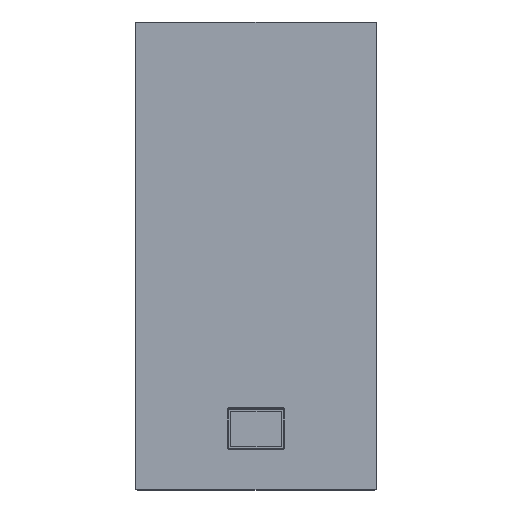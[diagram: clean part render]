
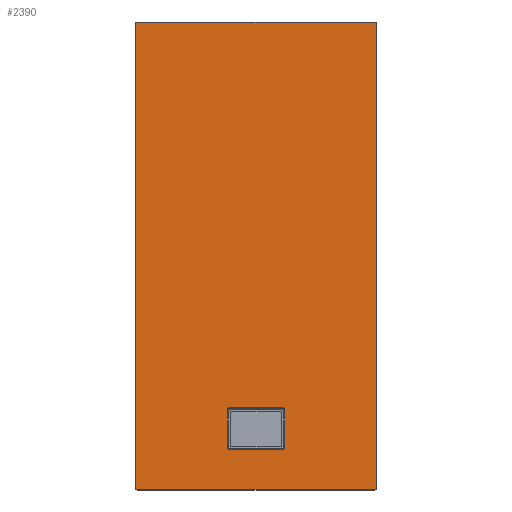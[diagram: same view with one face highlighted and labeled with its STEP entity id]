
A CAD part, top view. The second image highlights one B-rep face of the part: STEP entity #2390.
In plain terms, the highlighted planar face has unit normal (0, 0, 1).
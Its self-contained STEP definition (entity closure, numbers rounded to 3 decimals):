
#220=CARTESIAN_POINT('',(-1253.695,-639.,147.7));
#230=VERTEX_POINT('',#220);
#260=CARTESIAN_POINT('',(-1249.5,-639.,147.7));
#270=DIRECTION('',(0.,0.,1.));
#280=DIRECTION('',(-1.,0.,0.));
#290=AXIS2_PLACEMENT_3D('',#260,#270,#280);
#300=CIRCLE('',#290,4.195);
#310=CARTESIAN_POINT('',(-1249.5,-643.195,
147.7));
#320=VERTEX_POINT('',#310);
#330=EDGE_CURVE('',#230,#320,#300,.T.);
#570=CARTESIAN_POINT('',(-689.305,449.,
147.7));
#580=VERTEX_POINT('',#570);
#740=CARTESIAN_POINT('',(-689.305,-639.,147.7));
#750=VERTEX_POINT('',#740);
#780=CARTESIAN_POINT('',(-689.305,-639.,147.7));
#790=DIRECTION('',(0.,-1.,0.));
#800=VECTOR('',#790,1.);
#810=LINE('',#780,#800);
#820=EDGE_CURVE('',#580,#750,#810,.T.);
#990=CARTESIAN_POINT('',(-693.5,453.195,147.7));
#1000=VERTEX_POINT('',#990);
#1110=CARTESIAN_POINT('',(-693.5,449.,147.7));
#1120=DIRECTION('',(0.,0.,1.));
#1130=DIRECTION('',(1.,0.,0.));
#1140=AXIS2_PLACEMENT_3D('',#1110,#1120,#1130);
#1150=CIRCLE('',#1140,4.195);
#1160=EDGE_CURVE('',#580,#1000,#1150,.T.);
#1210=CARTESIAN_POINT('',(-687.5,-451.601,147.7));
#1220=DIRECTION('',(0.,0.,-1.));
#1230=DIRECTION('',(1.,0.,0.));
#1240=AXIS2_PLACEMENT_3D('',#1210,#1220,#1230);
#1250=PLANE('',#1240);
#1260=CARTESIAN_POINT('',(-908.5,-544.,147.7));
#1270=DIRECTION('',(0.,0.,1.));
#1280=DIRECTION('',(-1.,0.,0.));
#1290=AXIS2_PLACEMENT_3D('',#1260,#1270,#1280);
#1300=CIRCLE('',#1290,4.5);
#1310=CARTESIAN_POINT('',(-908.5,-548.5,147.7));
#1320=VERTEX_POINT('',#1310);
#1330=CARTESIAN_POINT('',(-904.,-544.,147.7));
#1340=VERTEX_POINT('',#1330);
#1350=EDGE_CURVE('',#1320,#1340,#1300,.T.);
#1360=ORIENTED_EDGE('',*,*,#1350,.F.);
#1370=CARTESIAN_POINT('',(-904.,-451.601,147.7));
#1380=DIRECTION('',(0.,-1.,0.));
#1390=VECTOR('',#1380,1.);
#1400=LINE('',#1370,#1390);
#1410=CARTESIAN_POINT('',(-904.,-456.,147.7));
#1420=VERTEX_POINT('',#1410);
#1430=EDGE_CURVE('',#1420,#1340,#1400,.T.);
#1440=ORIENTED_EDGE('',*,*,#1430,.T.);
#1450=CARTESIAN_POINT('',(-908.5,-456.,147.7));
#1460=DIRECTION('',(0.,0.,-1.));
#1470=DIRECTION('',(1.,0.,0.));
#1480=AXIS2_PLACEMENT_3D('',#1450,#1460,#1470);
#1490=CIRCLE('',#1480,4.5);
#1500=CARTESIAN_POINT('',(-908.5,-451.5,147.7));
#1510=VERTEX_POINT('',#1500);
#1520=EDGE_CURVE('',#1510,#1420,#1490,.T.);
#1530=ORIENTED_EDGE('',*,*,#1520,.T.);
#1540=CARTESIAN_POINT('',(-705.5,-451.5,
147.7));
#1550=DIRECTION('',(1.,0.,0.));
#1560=VECTOR('',#1550,1.);
#1570=LINE('',#1540,#1560);
#1580=CARTESIAN_POINT('',(-1034.5,-451.5,147.7));
#1590=VERTEX_POINT('',#1580);
#1600=EDGE_CURVE('',#1590,#1510,#1570,.T.);
#1610=ORIENTED_EDGE('',*,*,#1600,.T.);
#1620=CARTESIAN_POINT('',(-1034.5,-456.,147.7));
#1630=DIRECTION('',(0.,0.,1.));
#1640=DIRECTION('',(-1.,0.,0.));
#1650=AXIS2_PLACEMENT_3D('',#1620,#1630,#1640);
#1660=CIRCLE('',#1650,4.5);
#1670=CARTESIAN_POINT('',(-1039.,-456.,147.7));
#1680=VERTEX_POINT('',#1670);
#1690=EDGE_CURVE('',#1590,#1680,#1660,.T.);
#1700=ORIENTED_EDGE('',*,*,#1690,.F.);
#1710=CARTESIAN_POINT('',(-1039.,-451.601,147.7));
#1720=DIRECTION('',(0.,1.,0.));
#1730=VECTOR('',#1720,1.);
#1740=LINE('',#1710,#1730);
#1750=CARTESIAN_POINT('',(-1039.,-544.,147.7));
#1760=VERTEX_POINT('',#1750);
#1770=EDGE_CURVE('',#1760,#1680,#1740,.T.);
#1780=ORIENTED_EDGE('',*,*,#1770,.T.);
#1790=CARTESIAN_POINT('',(-1034.5,-544.,147.7));
#1800=DIRECTION('',(0.,0.,1.));
#1810=DIRECTION('',(-1.,0.,0.));
#1820=AXIS2_PLACEMENT_3D('',#1790,#1800,#1810);
#1830=CIRCLE('',#1820,4.5);
#1840=CARTESIAN_POINT('',(-1034.5,-548.5,147.7));
#1850=VERTEX_POINT('',#1840);
#1860=EDGE_CURVE('',#1760,#1850,#1830,.T.);
#1870=ORIENTED_EDGE('',*,*,#1860,.F.);
#1880=CARTESIAN_POINT('',(-705.5,-548.5,
147.7));
#1890=DIRECTION('',(-1.,0.,0.));
#1900=VECTOR('',#1890,1.);
#1910=LINE('',#1880,#1900);
#1920=EDGE_CURVE('',#1320,#1850,#1910,.T.);
#1930=ORIENTED_EDGE('',*,*,#1920,.T.);
#1940=EDGE_LOOP('',(#1930,#1870,#1780,#1700,#1610,#1530,#1440,#1360));
#1950=FACE_BOUND('',#1940,.T.);
#1960=CARTESIAN_POINT('',(-693.5,-639.,147.7));
#1970=DIRECTION('',(0.,0.,1.));
#1980=DIRECTION('',(0.,-1.,0.));
#1990=AXIS2_PLACEMENT_3D('',#1960,#1970,#1980);
#2000=CIRCLE('',#1990,4.195);
#2010=CARTESIAN_POINT('',(-693.5,-643.195,147.7));
#2020=VERTEX_POINT('',#2010);
#2030=EDGE_CURVE('',#2020,#750,#2000,.T.);
#2040=ORIENTED_EDGE('',*,*,#2030,.T.);
#2050=CARTESIAN_POINT('',(-1248.5,-643.195,
147.7));
#2060=DIRECTION('',(-1.,0.,0.));
#2070=VECTOR('',#2060,1.);
#2080=LINE('',#2050,#2070);
#2090=EDGE_CURVE('',#2020,#320,#2080,.T.);
#2100=ORIENTED_EDGE('',*,*,#2090,.F.);
#2110=ORIENTED_EDGE('',*,*,#330,.T.);
#2120=CARTESIAN_POINT('',(-1253.695,-190.89,
147.7));
#2130=DIRECTION('',(0.,1.,0.));
#2140=VECTOR('',#2130,1.);
#2150=LINE('',#2120,#2140);
#2160=CARTESIAN_POINT('',(-1253.695,449.,
147.7));
#2170=VERTEX_POINT('',#2160);
#2180=EDGE_CURVE('',#230,#2170,#2150,.T.);
#2190=ORIENTED_EDGE('',*,*,#2180,.F.);
#2200=CARTESIAN_POINT('',(-1249.5,449.,
147.7));
#2210=DIRECTION('',(0.,0.,1.));
#2220=DIRECTION('',(0.,1.,0.));
#2230=AXIS2_PLACEMENT_3D('',#2200,#2210,#2220);
#2240=CIRCLE('',#2230,4.195);
#2250=CARTESIAN_POINT('',(-1249.5,453.195,
147.7));
#2260=VERTEX_POINT('',#2250);
#2270=EDGE_CURVE('',#2260,#2170,#2240,.T.);
#2280=ORIENTED_EDGE('',*,*,#2270,.T.);
#2290=CARTESIAN_POINT('',(-694.5,453.195,147.7));
#2300=DIRECTION('',(1.,0.,0.));
#2310=VECTOR('',#2300,1.);
#2320=LINE('',#2290,#2310);
#2330=EDGE_CURVE('',#2260,#1000,#2320,.T.);
#2340=ORIENTED_EDGE('',*,*,#2330,.F.);
#2350=ORIENTED_EDGE('',*,*,#1160,.T.);
#2360=ORIENTED_EDGE('',*,*,#820,.F.);
#2370=EDGE_LOOP('',(#2360,#2350,#2340,#2280,#2190,#2110,#2100,#2040));
#2380=FACE_OUTER_BOUND('',#2370,.T.);
#2390=ADVANCED_FACE('',(#1950,#2380),#1250,.F.);
